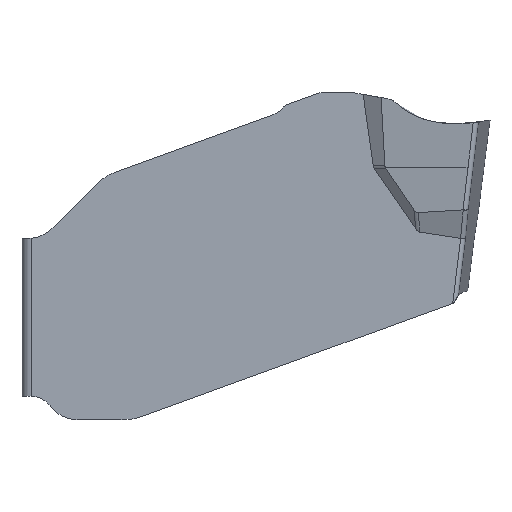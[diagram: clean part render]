
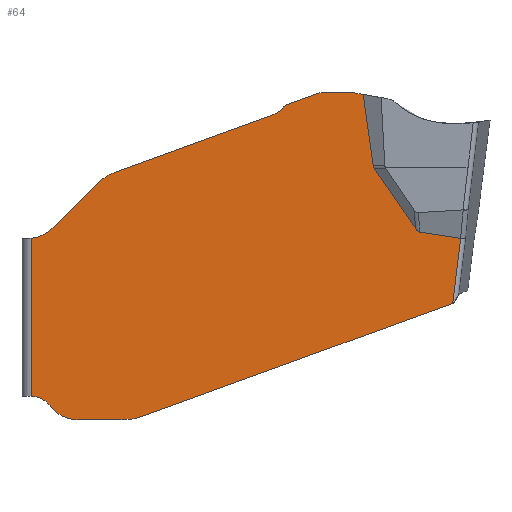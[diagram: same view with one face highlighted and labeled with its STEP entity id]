
A CAD part, left-side view. The second image highlights one B-rep face of the part: STEP entity #64.
In plain terms, the highlighted planar face has unit normal (-1, 0, 0).
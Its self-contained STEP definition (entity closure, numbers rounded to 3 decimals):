
#64=ADVANCED_FACE('BODY_R_SUR',(#141),#117,.F.);
#117=PLANE('',#1094);
#141=FACE_OUTER_BOUND('',#194,.T.);
#194=EDGE_LOOP('',(#451,#452,#453,#454,#455,#456,#457,#458,#459,#460,#461,
#462,#463,#464,#465,#466,#467,#468,#469,#470,#471,#472,#473,#474,#475,#476,
#477,#478,#479));
#247=ELLIPSE('',#1080,0.304,0.1);
#248=ELLIPSE('',#1081,0.625,0.2);
#249=ELLIPSE('',#1082,0.4,0.2);
#250=ELLIPSE('',#1088,1.32,1.);
#251=ELLIPSE('',#1092,1.46,1.);
#273=LINE('',#1540,#359);
#274=LINE('',#1544,#360);
#275=LINE('',#1548,#361);
#276=LINE('',#1552,#362);
#277=LINE('',#1554,#363);
#278=LINE('',#1558,#364);
#279=LINE('',#1562,#365);
#280=LINE('',#1568,#366);
#281=LINE('',#1579,#367);
#282=LINE('',#1583,#368);
#283=LINE('',#1589,#369);
#284=LINE('',#1600,#370);
#359=VECTOR('',#1185,1.);
#360=VECTOR('',#1188,1.);
#361=VECTOR('',#1191,1.);
#362=VECTOR('',#1194,1.);
#363=VECTOR('',#1195,1.);
#364=VECTOR('',#1198,1.);
#365=VECTOR('',#1201,1.);
#366=VECTOR('',#1206,1.);
#367=VECTOR('',#1211,1.);
#368=VECTOR('',#1214,1.);
#369=VECTOR('',#1219,1.);
#370=VECTOR('',#1224,1.);
#451=ORIENTED_EDGE('',*,*,#853,.T.);
#452=ORIENTED_EDGE('',*,*,#854,.T.);
#453=ORIENTED_EDGE('',*,*,#855,.T.);
#454=ORIENTED_EDGE('',*,*,#856,.F.);
#455=ORIENTED_EDGE('',*,*,#857,.T.);
#456=ORIENTED_EDGE('',*,*,#858,.F.);
#457=ORIENTED_EDGE('',*,*,#859,.F.);
#458=ORIENTED_EDGE('',*,*,#860,.F.);
#459=ORIENTED_EDGE('',*,*,#861,.F.);
#460=ORIENTED_EDGE('',*,*,#862,.F.);
#461=ORIENTED_EDGE('',*,*,#863,.F.);
#462=ORIENTED_EDGE('',*,*,#864,.F.);
#463=ORIENTED_EDGE('',*,*,#865,.F.);
#464=ORIENTED_EDGE('',*,*,#866,.F.);
#465=ORIENTED_EDGE('',*,*,#867,.F.);
#466=ORIENTED_EDGE('',*,*,#868,.F.);
#467=ORIENTED_EDGE('',*,*,#869,.F.);
#468=ORIENTED_EDGE('',*,*,#870,.F.);
#469=ORIENTED_EDGE('',*,*,#871,.F.);
#470=ORIENTED_EDGE('',*,*,#872,.F.);
#471=ORIENTED_EDGE('',*,*,#873,.F.);
#472=ORIENTED_EDGE('',*,*,#874,.T.);
#473=ORIENTED_EDGE('',*,*,#875,.T.);
#474=ORIENTED_EDGE('',*,*,#876,.T.);
#475=ORIENTED_EDGE('',*,*,#877,.T.);
#476=ORIENTED_EDGE('',*,*,#878,.T.);
#477=ORIENTED_EDGE('',*,*,#879,.T.);
#478=ORIENTED_EDGE('',*,*,#880,.T.);
#479=ORIENTED_EDGE('',*,*,#881,.T.);
#753=VERTEX_POINT('',#1538);
#754=VERTEX_POINT('',#1539);
#755=VERTEX_POINT('',#1541);
#756=VERTEX_POINT('',#1543);
#757=VERTEX_POINT('',#1545);
#758=VERTEX_POINT('',#1547);
#759=VERTEX_POINT('',#1549);
#760=VERTEX_POINT('',#1551);
#761=VERTEX_POINT('',#1553);
#762=VERTEX_POINT('',#1555);
#763=VERTEX_POINT('',#1557);
#764=VERTEX_POINT('',#1559);
#765=VERTEX_POINT('',#1561);
#766=VERTEX_POINT('',#1563);
#767=VERTEX_POINT('',#1565);
#768=VERTEX_POINT('',#1567);
#769=VERTEX_POINT('',#1569);
#770=VERTEX_POINT('',#1571);
#771=VERTEX_POINT('',#1576);
#772=VERTEX_POINT('',#1578);
#773=VERTEX_POINT('',#1580);
#774=VERTEX_POINT('',#1582);
#775=VERTEX_POINT('',#1584);
#776=VERTEX_POINT('',#1586);
#777=VERTEX_POINT('',#1588);
#778=VERTEX_POINT('',#1590);
#779=VERTEX_POINT('',#1592);
#780=VERTEX_POINT('',#1597);
#781=VERTEX_POINT('',#1599);
#853=EDGE_CURVE('',#753,#754,#1004,.T.);
#854=EDGE_CURVE('',#754,#755,#273,.T.);
#855=EDGE_CURVE('',#755,#756,#247,.T.);
#856=EDGE_CURVE('',#757,#756,#274,.T.);
#857=EDGE_CURVE('',#757,#758,#248,.T.);
#858=EDGE_CURVE('',#759,#758,#275,.T.);
#859=EDGE_CURVE('',#760,#759,#249,.T.);
#860=EDGE_CURVE('',#761,#760,#276,.T.);
#861=EDGE_CURVE('',#762,#761,#277,.T.);
#862=EDGE_CURVE('',#763,#762,#1005,.T.);
#863=EDGE_CURVE('',#764,#763,#278,.T.);
#864=EDGE_CURVE('',#765,#764,#1006,.T.);
#865=EDGE_CURVE('',#766,#765,#279,.T.);
#866=EDGE_CURVE('',#767,#766,#1007,.T.);
#867=EDGE_CURVE('',#768,#767,#1008,.T.);
#868=EDGE_CURVE('',#769,#768,#280,.T.);
#869=EDGE_CURVE('',#770,#769,#1009,.T.);
#870=EDGE_CURVE('',#771,#770,#1037,.T.);
#871=EDGE_CURVE('',#772,#771,#250,.T.);
#872=EDGE_CURVE('',#773,#772,#281,.T.);
#873=EDGE_CURVE('',#774,#773,#1010,.T.);
#874=EDGE_CURVE('',#774,#775,#282,.T.);
#875=EDGE_CURVE('',#775,#776,#1011,.T.);
#876=EDGE_CURVE('',#776,#777,#1012,.T.);
#877=EDGE_CURVE('',#777,#778,#283,.T.);
#878=EDGE_CURVE('',#778,#779,#251,.T.);
#879=EDGE_CURVE('',#779,#780,#1038,.T.);
#880=EDGE_CURVE('',#780,#781,#1013,.T.);
#881=EDGE_CURVE('',#781,#753,#284,.T.);
#1004=CIRCLE('',#1079,0.1);
#1005=CIRCLE('',#1083,0.3);
#1006=CIRCLE('',#1084,0.2);
#1007=CIRCLE('',#1085,0.2);
#1008=CIRCLE('',#1086,0.409);
#1009=CIRCLE('',#1087,1.);
#1010=CIRCLE('',#1089,0.8);
#1011=CIRCLE('',#1090,0.5);
#1012=CIRCLE('',#1091,0.75);
#1013=CIRCLE('',#1093,1.);
#1037=B_SPLINE_CURVE_WITH_KNOTS('',3,(#1572,#1573,#1574,#1575),
 .UNSPECIFIED.,.F.,.F.,(4,4),(0.,1.),.UNSPECIFIED.);
#1038=B_SPLINE_CURVE_WITH_KNOTS('',3,(#1593,#1594,#1595,#1596),
 .UNSPECIFIED.,.F.,.F.,(4,4),(0.,1.),.UNSPECIFIED.);
#1079=AXIS2_PLACEMENT_3D('',#1537,#1183,#1184);
#1080=AXIS2_PLACEMENT_3D('',#1542,#1186,#1187);
#1081=AXIS2_PLACEMENT_3D('',#1546,#1189,#1190);
#1082=AXIS2_PLACEMENT_3D('',#1550,#1192,#1193);
#1083=AXIS2_PLACEMENT_3D('',#1556,#1196,#1197);
#1084=AXIS2_PLACEMENT_3D('',#1560,#1199,#1200);
#1085=AXIS2_PLACEMENT_3D('',#1564,#1202,#1203);
#1086=AXIS2_PLACEMENT_3D('',#1566,#1204,#1205);
#1087=AXIS2_PLACEMENT_3D('',#1570,#1207,#1208);
#1088=AXIS2_PLACEMENT_3D('',#1577,#1209,#1210);
#1089=AXIS2_PLACEMENT_3D('',#1581,#1212,#1213);
#1090=AXIS2_PLACEMENT_3D('',#1585,#1215,#1216);
#1091=AXIS2_PLACEMENT_3D('',#1587,#1217,#1218);
#1092=AXIS2_PLACEMENT_3D('',#1591,#1220,#1221);
#1093=AXIS2_PLACEMENT_3D('',#1598,#1222,#1223);
#1094=AXIS2_PLACEMENT_3D('',#1601,#1225,#1226);
#1183=DIRECTION('',(-1.,0.,0.));
#1184=DIRECTION('',(0.,0.,-1.));
#1185=DIRECTION('',(0.,-0.122,0.993));
#1186=DIRECTION('',(1.,0.,0.));
#1187=DIRECTION('',(0.,-0.092,0.996));
#1188=DIRECTION('',(0.,-0.989,-0.15));
#1189=DIRECTION('',(1.,0.,0.));
#1190=DIRECTION('',(0.,-0.1,-0.995));
#1191=DIRECTION('',(0.,-0.567,-0.824));
#1192=DIRECTION('',(-1.,0.,0.));
#1193=DIRECTION('',(0.,-1.,0.));
#1194=DIRECTION('',(0.,-0.139,-0.99));
#1195=DIRECTION('',(0.,-0.985,-0.174));
#1196=DIRECTION('',(1.,0.,0.));
#1197=DIRECTION('',(0.,0.,-1.));
#1198=DIRECTION('',(0.,-1.,0.));
#1199=DIRECTION('',(1.,0.,0.));
#1200=DIRECTION('',(0.,0.,-1.));
#1201=DIRECTION('',(0.,-0.94,0.342));
#1202=DIRECTION('',(1.,0.,0.));
#1203=DIRECTION('',(0.,0.,-1.));
#1204=DIRECTION('',(-1.,0.,0.));
#1205=DIRECTION('',(0.,0.,-1.));
#1206=DIRECTION('',(0.,-0.94,0.342));
#1207=DIRECTION('',(1.,0.,0.));
#1208=DIRECTION('',(0.,0.,-1.));
#1209=DIRECTION('',(1.,0.,0.));
#1210=DIRECTION('',(0.,0.707,-0.707));
#1211=DIRECTION('',(0.,-0.707,0.707));
#1212=DIRECTION('',(-1.,0.,0.));
#1213=DIRECTION('',(0.,0.,-1.));
#1214=DIRECTION('',(0.,0.,-1.));
#1215=DIRECTION('',(1.,0.,0.));
#1216=DIRECTION('',(0.,0.,-1.));
#1217=DIRECTION('',(-1.,0.,0.));
#1218=DIRECTION('',(0.,0.,-1.));
#1219=DIRECTION('',(0.,-1.,0.));
#1220=DIRECTION('',(-1.,0.,0.));
#1221=DIRECTION('',(0.,-1.,0.));
#1222=DIRECTION('',(-1.,0.,0.));
#1223=DIRECTION('',(0.,0.,-1.));
#1224=DIRECTION('',(0.,-0.94,0.342));
#1225=DIRECTION('',(1.,0.,0.));
#1226=DIRECTION('',(0.,0.,-1.));
#1537=CARTESIAN_POINT('',(-1.175,-4.158,-3.823));
#1538=CARTESIAN_POINT('',(-1.175,-4.192,-3.917));
#1539=CARTESIAN_POINT('',(-1.175,-4.202,-3.912));
#1540=CARTESIAN_POINT('',(-1.175,-4.373,-2.525));
#1541=CARTESIAN_POINT('',(-1.175,-4.373,-2.522));
#1542=CARTESIAN_POINT('',(-1.175,-4.401,-2.22));
#1543=CARTESIAN_POINT('',(-1.175,-4.372,-2.522));
#1544=CARTESIAN_POINT('',(-1.175,0.276,-1.816));
#1545=CARTESIAN_POINT('',(-1.175,-3.506,-2.391));
#1546=CARTESIAN_POINT('',(-1.175,-3.46,-1.769));
#1547=CARTESIAN_POINT('',(-1.175,-3.414,-2.317));
#1548=CARTESIAN_POINT('',(-1.175,5.708,10.929));
#1549=CARTESIAN_POINT('',(-1.175,-2.524,-1.025));
#1550=CARTESIAN_POINT('',(-1.175,-2.902,-0.96));
#1551=CARTESIAN_POINT('',(-1.175,-2.503,-0.974));
#1552=CARTESIAN_POINT('',(-1.175,-2.677,-2.221));
#1553=CARTESIAN_POINT('',(-1.175,-2.29,0.553));
#1554=CARTESIAN_POINT('',(-1.175,-0.164,0.927));
#1555=CARTESIAN_POINT('',(-1.175,-2.046,0.595));
#1556=CARTESIAN_POINT('',(-1.175,-1.994,0.3));
#1557=CARTESIAN_POINT('',(-1.175,-1.994,0.6));
#1558=CARTESIAN_POINT('',(-1.175,0.,0.6));
#1559=CARTESIAN_POINT('',(-1.175,-1.436,0.6));
#1560=CARTESIAN_POINT('',(-1.175,-1.436,0.4));
#1561=CARTESIAN_POINT('',(-1.175,-1.367,0.588));
#1562=CARTESIAN_POINT('',(-1.175,0.029,0.08));
#1563=CARTESIAN_POINT('',(-1.175,-0.66,0.33));
#1564=CARTESIAN_POINT('',(-1.175,-0.728,0.142));
#1565=CARTESIAN_POINT('',(-1.175,-0.568,0.262));
#1566=CARTESIAN_POINT('',(-1.175,-0.24,0.506));
#1567=CARTESIAN_POINT('',(-1.175,-0.38,0.122));
#1568=CARTESIAN_POINT('',(-1.175,-0.005,-0.014));
#1569=CARTESIAN_POINT('',(-1.175,3.022,-1.116));
#1570=CARTESIAN_POINT('',(-1.175,2.68,-2.056));
#1571=CARTESIAN_POINT('',(-1.175,3.195,-1.199));
#1572=CARTESIAN_POINT('',(-1.175,3.249,-1.235));
#1573=CARTESIAN_POINT('',(-1.175,3.232,-1.222));
#1574=CARTESIAN_POINT('',(-1.175,3.214,-1.21));
#1575=CARTESIAN_POINT('',(-1.175,3.195,-1.199));
#1576=CARTESIAN_POINT('',(-1.175,3.249,-1.235));
#1577=CARTESIAN_POINT('',(-1.175,2.727,-2.102));
#1578=CARTESIAN_POINT('',(-1.175,3.434,-1.395));
#1579=CARTESIAN_POINT('',(-1.175,1.019,1.019));
#1580=CARTESIAN_POINT('',(-1.175,4.334,-2.296));
#1581=CARTESIAN_POINT('',(-1.175,4.9,-1.73));
#1582=CARTESIAN_POINT('',(-1.175,4.8,-2.524));
#1583=CARTESIAN_POINT('',(-1.175,4.8,-8.));
#1584=CARTESIAN_POINT('',(-1.175,4.8,-5.9));
#1585=CARTESIAN_POINT('',(-1.175,4.8,-6.4));
#1586=CARTESIAN_POINT('',(-1.175,4.4,-6.1));
#1587=CARTESIAN_POINT('',(-1.175,3.8,-5.65));
#1588=CARTESIAN_POINT('',(-1.175,3.8,-6.4));
#1589=CARTESIAN_POINT('',(-1.175,0.,-6.4));
#1590=CARTESIAN_POINT('',(-1.175,2.915,-6.4));
#1591=CARTESIAN_POINT('',(-1.175,2.915,-5.4));
#1592=CARTESIAN_POINT('',(-1.175,2.605,-6.377));
#1593=CARTESIAN_POINT('',(-1.175,2.605,-6.377));
#1594=CARTESIAN_POINT('',(-1.175,2.58,-6.373));
#1595=CARTESIAN_POINT('',(-1.175,2.556,-6.368));
#1596=CARTESIAN_POINT('',(-1.175,2.532,-6.361));
#1597=CARTESIAN_POINT('',(-1.175,2.532,-6.361));
#1598=CARTESIAN_POINT('',(-1.175,2.807,-5.4));
#1599=CARTESIAN_POINT('',(-1.175,2.465,-6.34));
#1600=CARTESIAN_POINT('',(-1.175,-1.749,-4.806));
#1601=CARTESIAN_POINT('',(-1.175,0.,0.));
